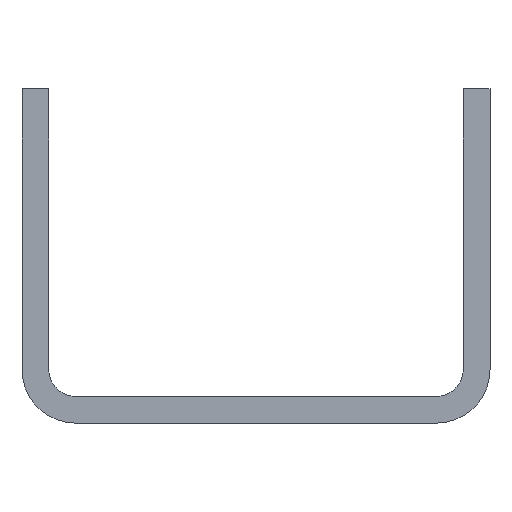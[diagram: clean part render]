
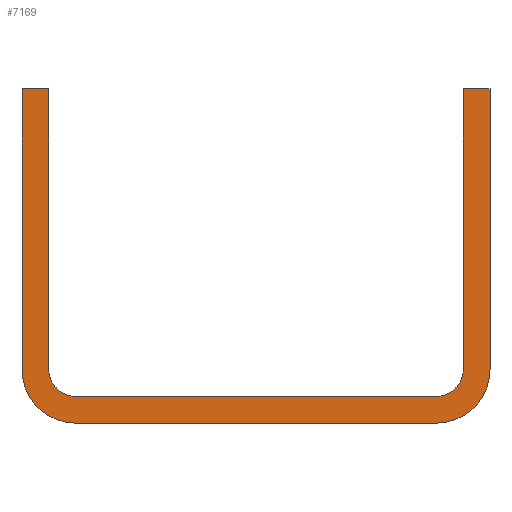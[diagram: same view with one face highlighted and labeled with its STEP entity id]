
A CAD part, front view. The second image highlights one B-rep face of the part: STEP entity #7169.
In plain terms, the highlighted planar face has unit normal (0, -1, 0).
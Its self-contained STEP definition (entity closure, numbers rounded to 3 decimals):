
#2=DIRECTION('',(0.,0.,-1.));
#3=VECTOR('',#2,42.);
#4=CARTESIAN_POINT('',(35.,0.,25.));
#5=LINE('',#4,#3);
#6=CARTESIAN_POINT('',(27.,0.,-17.));
#7=DIRECTION('',(0.,1.,0.));
#8=DIRECTION('',(1.,0.,0.));
#9=AXIS2_PLACEMENT_3D('',#6,#7,#8);
#11=DIRECTION('',(-1.,0.,0.));
#12=VECTOR('',#11,54.);
#13=CARTESIAN_POINT('',(27.,0.,-25.));
#14=LINE('',#13,#12);
#15=CARTESIAN_POINT('',(-27.,0.,-17.));
#16=DIRECTION('',(0.,1.,0.));
#17=DIRECTION('',(0.,0.,-1.));
#18=AXIS2_PLACEMENT_3D('',#15,#16,#17);
#20=DIRECTION('',(0.,0.,1.));
#21=VECTOR('',#20,42.);
#22=CARTESIAN_POINT('',(-35.,0.,-17.));
#23=LINE('',#22,#21);
#24=DIRECTION('',(1.,0.,0.));
#25=VECTOR('',#24,4.);
#26=CARTESIAN_POINT('',(-35.,0.,25.));
#27=LINE('',#26,#25);
#28=DIRECTION('',(0.,0.,-1.));
#29=VECTOR('',#28,42.);
#30=CARTESIAN_POINT('',(-31.,0.,25.));
#31=LINE('',#30,#29);
#32=CARTESIAN_POINT('',(-27.,0.,-17.));
#33=DIRECTION('',(0.,-1.,0.));
#34=DIRECTION('',(-1.,0.,0.));
#35=AXIS2_PLACEMENT_3D('',#32,#33,#34);
#37=DIRECTION('',(1.,0.,0.));
#38=VECTOR('',#37,54.);
#39=CARTESIAN_POINT('',(-27.,0.,-21.));
#40=LINE('',#39,#38);
#41=CARTESIAN_POINT('',(27.,0.,-17.));
#42=DIRECTION('',(0.,-1.,0.));
#43=DIRECTION('',(0.,0.,-1.));
#44=AXIS2_PLACEMENT_3D('',#41,#42,#43);
#46=DIRECTION('',(0.,0.,1.));
#47=VECTOR('',#46,42.);
#48=CARTESIAN_POINT('',(31.,0.,-17.));
#49=LINE('',#48,#47);
#50=DIRECTION('',(1.,0.,0.));
#51=VECTOR('',#50,4.);
#52=CARTESIAN_POINT('',(31.,0.,25.));
#53=LINE('',#52,#51);
#5458=CARTESIAN_POINT('',(35.,0.,25.));
#5459=CARTESIAN_POINT('',(35.,0.,-17.));
#5460=VERTEX_POINT('',#5458);
#5461=VERTEX_POINT('',#5459);
#5462=CARTESIAN_POINT('',(27.,0.,-25.));
#5463=VERTEX_POINT('',#5462);
#5464=CARTESIAN_POINT('',(-27.,0.,-25.));
#5465=VERTEX_POINT('',#5464);
#5466=CARTESIAN_POINT('',(-35.,0.,-17.));
#5467=VERTEX_POINT('',#5466);
#5468=CARTESIAN_POINT('',(-35.,0.,25.));
#5469=VERTEX_POINT('',#5468);
#5470=CARTESIAN_POINT('',(-31.,0.,25.));
#5471=VERTEX_POINT('',#5470);
#5472=CARTESIAN_POINT('',(-31.,0.,-17.));
#5473=VERTEX_POINT('',#5472);
#5474=CARTESIAN_POINT('',(-27.,0.,-21.));
#5475=VERTEX_POINT('',#5474);
#5476=CARTESIAN_POINT('',(27.,0.,-21.));
#5477=VERTEX_POINT('',#5476);
#5478=CARTESIAN_POINT('',(31.,0.,-17.));
#5479=VERTEX_POINT('',#5478);
#5480=CARTESIAN_POINT('',(31.,0.,25.));
#5481=VERTEX_POINT('',#5480);
#7138=CARTESIAN_POINT('',(0.,0.,0.));
#7139=DIRECTION('',(0.,1.,0.));
#7140=DIRECTION('',(1.,0.,0.));
#7141=AXIS2_PLACEMENT_3D('',#7138,#7139,#7140);
#7142=PLANE('',#7141);
#7144=ORIENTED_EDGE('',*,*,#7143,.T.);
#7146=ORIENTED_EDGE('',*,*,#7145,.T.);
#7148=ORIENTED_EDGE('',*,*,#7147,.T.);
#7150=ORIENTED_EDGE('',*,*,#7149,.T.);
#7152=ORIENTED_EDGE('',*,*,#7151,.T.);
#7154=ORIENTED_EDGE('',*,*,#7153,.T.);
#7156=ORIENTED_EDGE('',*,*,#7155,.T.);
#7158=ORIENTED_EDGE('',*,*,#7157,.T.);
#7160=ORIENTED_EDGE('',*,*,#7159,.T.);
#7162=ORIENTED_EDGE('',*,*,#7161,.T.);
#7164=ORIENTED_EDGE('',*,*,#7163,.T.);
#7166=ORIENTED_EDGE('',*,*,#7165,.T.);
#7167=EDGE_LOOP('',(#7144,#7146,#7148,#7150,#7152,#7154,#7156,#7158,#7160,#7162,
#7164,#7166));
#7168=FACE_OUTER_BOUND('',#7167,.F.);
#7169=ADVANCED_FACE('',(#7168),#7142,.F.);
#10=CIRCLE('',#9,8.);
#19=CIRCLE('',#18,8.);
#36=CIRCLE('',#35,4.);
#45=CIRCLE('',#44,4.);
#7143=EDGE_CURVE('',#5460,#5461,#5,.T.);
#7145=EDGE_CURVE('',#5461,#5463,#10,.T.);
#7147=EDGE_CURVE('',#5463,#5465,#14,.T.);
#7149=EDGE_CURVE('',#5465,#5467,#19,.T.);
#7151=EDGE_CURVE('',#5467,#5469,#23,.T.);
#7153=EDGE_CURVE('',#5469,#5471,#27,.T.);
#7155=EDGE_CURVE('',#5471,#5473,#31,.T.);
#7157=EDGE_CURVE('',#5473,#5475,#36,.T.);
#7159=EDGE_CURVE('',#5475,#5477,#40,.T.);
#7161=EDGE_CURVE('',#5477,#5479,#45,.T.);
#7163=EDGE_CURVE('',#5479,#5481,#49,.T.);
#7165=EDGE_CURVE('',#5481,#5460,#53,.T.);
